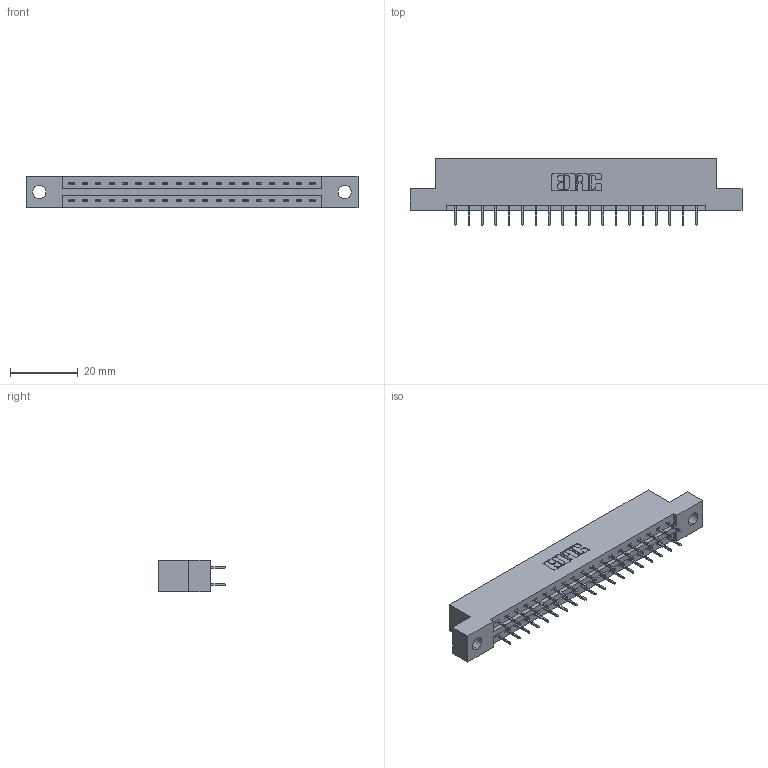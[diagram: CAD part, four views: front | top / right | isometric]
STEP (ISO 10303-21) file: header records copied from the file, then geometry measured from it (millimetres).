
FILE_DESCRIPTION (( 'STEP AP203' ), '1' );
FILE_NAME ('387-038-524-204.STEP', '2018-09-19T04:37:49', ( '' ), ( '' ), 'SwSTEP 2.0', 'SolidWorks 2016', '' );
FILE_SCHEMA (( 'CONFIG_CONTROL_DESIGN' ));
Length unit declared in the file: inch
Products named in the file (3): 337 Part_Flush Mounting Lugs - 0.156 Dia-TH; 345-292-001_345-293-124; 387-038-524-204
Assembly tree (39 placements, depth 2):
  387-038-524-204
    337 Part_Flush Mounting Lugs - 0.156 Dia-TH
    345-292-001_345-293-124  x38
Bounding box: 98.3 x 19.69 x 9.4 mm (x, y, z)
Volume: 9907.9 mm3; surface area: 10596.8 mm2
Topology: 39 solids, 39 shells, 2318 faces, 6581 edges, 4234 vertices
Faces by surface type: plane 1742, cylinder 576
Entity records: 17783 total; most frequent: CARTESIAN_POINT 3014, ORIENTED_EDGE 2950, DIRECTION 2607, EDGE_CURVE 1475, LINE 1351, VECTOR 1351, VERTEX_POINT 978, AXIS2_PLACEMENT_3D 628
